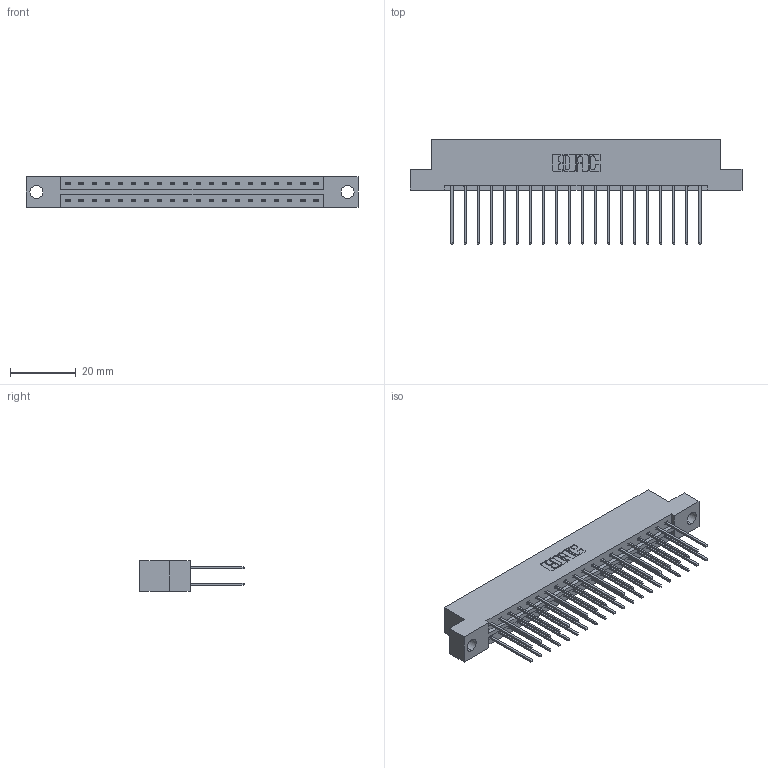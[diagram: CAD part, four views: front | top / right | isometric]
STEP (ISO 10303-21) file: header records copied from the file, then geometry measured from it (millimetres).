
FILE_DESCRIPTION (( 'STEP AP203' ), '1' );
FILE_NAME ('833-040-542-204.STEP', '2020-06-03T17:14:26', ( '' ), ( '' ), 'SwSTEP 2.0', 'SolidWorks 2020', '' );
FILE_SCHEMA (( 'CONFIG_CONTROL_DESIGN' ));
Length unit declared in the file: inch
Products named in the file (3): 833 Part_Flush - .156 Dia - TH; 833-040-542-204; 345-292-001_345-293-142
Assembly tree (41 placements, depth 2):
  833-040-542-204
    833 Part_Flush - .156 Dia - TH
    345-292-001_345-293-142  x40
Bounding box: 100.79 x 31.63 x 9.4 mm (x, y, z)
Volume: 10182.7 mm3; surface area: 12524.1 mm2
Topology: 41 solids, 41 shells, 2194 faces, 6511 edges, 4286 vertices
Faces by surface type: plane 1510, cylinder 684
Entity records: 15733 total; most frequent: CARTESIAN_POINT 2634, ORIENTED_EDGE 2570, DIRECTION 2289, EDGE_CURVE 1285, LINE 1157, VECTOR 1157, VERTEX_POINT 854, AXIS2_PLACEMENT_3D 566
